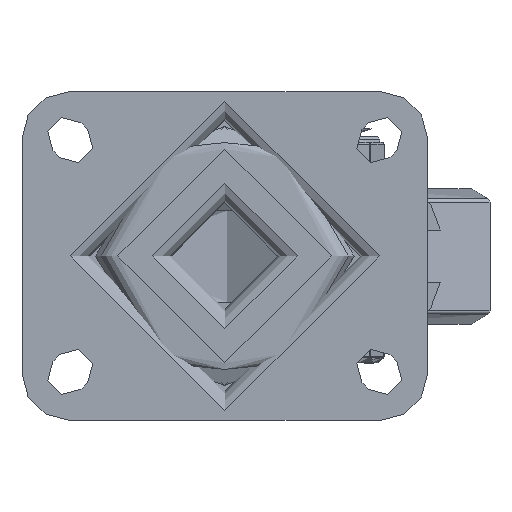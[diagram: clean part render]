
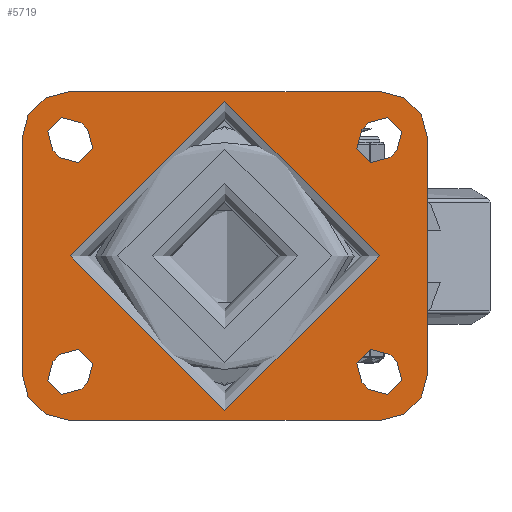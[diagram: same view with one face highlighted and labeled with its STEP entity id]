
A CAD part, top view. The second image highlights one B-rep face of the part: STEP entity #5719.
In plain terms, the highlighted planar face has unit normal (0, 0, 1).
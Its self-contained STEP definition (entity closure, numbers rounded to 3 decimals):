
#473=FACE_BOUND('',#1947,.T.);
#474=FACE_BOUND('',#1948,.T.);
#475=FACE_BOUND('',#1949,.T.);
#476=FACE_BOUND('',#1950,.T.);
#477=FACE_BOUND('',#1951,.T.);
#522=PLANE('',#6254);
#681=LINE('',#8731,#1064);
#682=LINE('',#8732,#1065);
#683=LINE('',#8733,#1066);
#684=LINE('',#8734,#1067);
#685=LINE('',#8735,#1068);
#686=LINE('',#8736,#1069);
#687=LINE('',#8737,#1070);
#688=LINE('',#8738,#1071);
#689=LINE('',#8739,#1072);
#690=LINE('',#8740,#1073);
#691=LINE('',#8741,#1074);
#692=LINE('',#8742,#1075);
#1064=VECTOR('',#7036,1000.);
#1065=VECTOR('',#7037,1000.);
#1066=VECTOR('',#7038,1000.);
#1067=VECTOR('',#7039,1000.);
#1068=VECTOR('',#7040,1000.);
#1069=VECTOR('',#7041,1000.);
#1070=VECTOR('',#7042,1000.);
#1071=VECTOR('',#7043,1000.);
#1072=VECTOR('',#7044,1000.);
#1073=VECTOR('',#7045,1000.);
#1074=VECTOR('',#7046,1000.);
#1075=VECTOR('',#7047,1000.);
#1585=FACE_OUTER_BOUND('',#1946,.T.);
#1946=EDGE_LOOP('',(#4088,#4089,#4090,#4091,#4092,#4093,#4094,#4095));
#1947=EDGE_LOOP('',(#4096));
#1948=EDGE_LOOP('',(#4097,#4098,#4099,#4100));
#1949=EDGE_LOOP('',(#4101,#4102,#4103,#4104));
#1950=EDGE_LOOP('',(#4105,#4106,#4107,#4108));
#1951=EDGE_LOOP('',(#4109,#4110,#4111,#4112));
#2323=CIRCLE('',#6178,5.125);
#2324=CIRCLE('',#6180,5.125);
#2327=CIRCLE('',#6184,5.125);
#2328=CIRCLE('',#6186,5.125);
#2330=CIRCLE('',#6189,5.125);
#2333=CIRCLE('',#6193,5.125);
#2334=CIRCLE('',#6195,5.125);
#2337=CIRCLE('',#6199,5.125);
#2338=CIRCLE('',#6201,12.);
#2340=CIRCLE('',#6204,12.);
#2342=CIRCLE('',#6207,12.);
#2344=CIRCLE('',#6210,12.);
#2347=CIRCLE('',#6215,40.);
#2604=VERTEX_POINT('',#8560);
#2605=VERTEX_POINT('',#8562);
#2606=VERTEX_POINT('',#8566);
#2607=VERTEX_POINT('',#8567);
#2612=VERTEX_POINT('',#8578);
#2613=VERTEX_POINT('',#8580);
#2614=VERTEX_POINT('',#8584);
#2615=VERTEX_POINT('',#8585);
#2618=VERTEX_POINT('',#8593);
#2619=VERTEX_POINT('',#8594);
#2624=VERTEX_POINT('',#8605);
#2625=VERTEX_POINT('',#8607);
#2626=VERTEX_POINT('',#8611);
#2627=VERTEX_POINT('',#8612);
#2632=VERTEX_POINT('',#8623);
#2633=VERTEX_POINT('',#8625);
#2634=VERTEX_POINT('',#8629);
#2635=VERTEX_POINT('',#8630);
#2638=VERTEX_POINT('',#8638);
#2639=VERTEX_POINT('',#8639);
#2642=VERTEX_POINT('',#8647);
#2643=VERTEX_POINT('',#8648);
#2646=VERTEX_POINT('',#8656);
#2647=VERTEX_POINT('',#8657);
#2651=VERTEX_POINT('',#8669);
#3135=EDGE_CURVE('',#2605,#2604,#2323,.T.);
#3137=EDGE_CURVE('',#2606,#2607,#2324,.T.);
#3143=EDGE_CURVE('',#2613,#2612,#2327,.T.);
#3145=EDGE_CURVE('',#2614,#2615,#2328,.T.);
#3149=EDGE_CURVE('',#2618,#2619,#2330,.T.);
#3155=EDGE_CURVE('',#2625,#2624,#2333,.T.);
#3157=EDGE_CURVE('',#2626,#2627,#2334,.T.);
#3163=EDGE_CURVE('',#2633,#2632,#2337,.T.);
#3165=EDGE_CURVE('',#2634,#2635,#2338,.T.);
#3169=EDGE_CURVE('',#2638,#2639,#2340,.T.);
#3173=EDGE_CURVE('',#2642,#2643,#2342,.T.);
#3177=EDGE_CURVE('',#2646,#2647,#2344,.T.);
#3183=EDGE_CURVE('',#2651,#2651,#2347,.T.);
#3212=EDGE_CURVE('',#2643,#2646,#681,.T.);
#3213=EDGE_CURVE('',#2639,#2642,#682,.T.);
#3214=EDGE_CURVE('',#2635,#2638,#683,.T.);
#3215=EDGE_CURVE('',#2647,#2634,#684,.T.);
#3216=EDGE_CURVE('',#2627,#2633,#685,.T.);
#3217=EDGE_CURVE('',#2632,#2626,#686,.T.);
#3218=EDGE_CURVE('',#2619,#2625,#687,.T.);
#3219=EDGE_CURVE('',#2624,#2618,#688,.T.);
#3220=EDGE_CURVE('',#2612,#2614,#689,.T.);
#3221=EDGE_CURVE('',#2615,#2613,#690,.T.);
#3222=EDGE_CURVE('',#2604,#2606,#691,.T.);
#3223=EDGE_CURVE('',#2607,#2605,#692,.T.);
#4088=ORIENTED_EDGE('',*,*,#3177,.F.);
#4089=ORIENTED_EDGE('',*,*,#3212,.F.);
#4090=ORIENTED_EDGE('',*,*,#3173,.F.);
#4091=ORIENTED_EDGE('',*,*,#3213,.F.);
#4092=ORIENTED_EDGE('',*,*,#3169,.F.);
#4093=ORIENTED_EDGE('',*,*,#3214,.F.);
#4094=ORIENTED_EDGE('',*,*,#3165,.F.);
#4095=ORIENTED_EDGE('',*,*,#3215,.F.);
#4096=ORIENTED_EDGE('',*,*,#3183,.F.);
#4097=ORIENTED_EDGE('',*,*,#3216,.T.);
#4098=ORIENTED_EDGE('',*,*,#3163,.T.);
#4099=ORIENTED_EDGE('',*,*,#3217,.T.);
#4100=ORIENTED_EDGE('',*,*,#3157,.T.);
#4101=ORIENTED_EDGE('',*,*,#3218,.T.);
#4102=ORIENTED_EDGE('',*,*,#3155,.T.);
#4103=ORIENTED_EDGE('',*,*,#3219,.T.);
#4104=ORIENTED_EDGE('',*,*,#3149,.T.);
#4105=ORIENTED_EDGE('',*,*,#3220,.T.);
#4106=ORIENTED_EDGE('',*,*,#3145,.T.);
#4107=ORIENTED_EDGE('',*,*,#3221,.T.);
#4108=ORIENTED_EDGE('',*,*,#3143,.T.);
#4109=ORIENTED_EDGE('',*,*,#3222,.T.);
#4110=ORIENTED_EDGE('',*,*,#3137,.T.);
#4111=ORIENTED_EDGE('',*,*,#3223,.T.);
#4112=ORIENTED_EDGE('',*,*,#3135,.T.);
#5719=ADVANCED_FACE('',(#1585,#473,#474,#475,#476,#477),#522,.T.);
#6178=AXIS2_PLACEMENT_3D('',#8563,#6854,#6855);
#6180=AXIS2_PLACEMENT_3D('',#8568,#6859,#6860);
#6184=AXIS2_PLACEMENT_3D('',#8581,#6870,#6871);
#6186=AXIS2_PLACEMENT_3D('',#8586,#6875,#6876);
#6189=AXIS2_PLACEMENT_3D('',#8595,#6883,#6884);
#6193=AXIS2_PLACEMENT_3D('',#8608,#6894,#6895);
#6195=AXIS2_PLACEMENT_3D('',#8613,#6899,#6900);
#6199=AXIS2_PLACEMENT_3D('',#8626,#6910,#6911);
#6201=AXIS2_PLACEMENT_3D('',#8631,#6915,#6916);
#6204=AXIS2_PLACEMENT_3D('',#8640,#6923,#6924);
#6207=AXIS2_PLACEMENT_3D('',#8649,#6931,#6932);
#6210=AXIS2_PLACEMENT_3D('',#8658,#6939,#6940);
#6215=AXIS2_PLACEMENT_3D('',#8670,#6952,#6953);
#6254=AXIS2_PLACEMENT_3D('',#8730,#7034,#7035);
#6854=DIRECTION('center_axis',(0.,0.,-1.));
#6855=DIRECTION('ref_axis',(-1.,0.,0.));
#6859=DIRECTION('center_axis',(0.,0.,-1.));
#6860=DIRECTION('ref_axis',(-1.,0.,0.));
#6870=DIRECTION('center_axis',(0.,0.,-1.));
#6871=DIRECTION('ref_axis',(-1.,0.,0.));
#6875=DIRECTION('center_axis',(0.,0.,-1.));
#6876=DIRECTION('ref_axis',(-1.,0.,0.));
#6883=DIRECTION('center_axis',(0.,0.,-1.));
#6884=DIRECTION('ref_axis',(1.,0.,0.));
#6894=DIRECTION('center_axis',(0.,0.,-1.));
#6895=DIRECTION('ref_axis',(1.,0.,0.));
#6899=DIRECTION('center_axis',(0.,0.,-1.));
#6900=DIRECTION('ref_axis',(1.,0.,0.));
#6910=DIRECTION('center_axis',(0.,0.,-1.));
#6911=DIRECTION('ref_axis',(1.,0.,0.));
#6915=DIRECTION('center_axis',(0.,0.,-1.));
#6916=DIRECTION('ref_axis',(-0.707,0.707,0.));
#6923=DIRECTION('center_axis',(0.,0.,-1.));
#6924=DIRECTION('ref_axis',(0.707,0.707,0.));
#6931=DIRECTION('center_axis',(0.,0.,-1.));
#6932=DIRECTION('ref_axis',(0.707,-0.707,0.));
#6939=DIRECTION('center_axis',(0.,0.,-1.));
#6940=DIRECTION('ref_axis',(-0.707,-0.707,0.));
#6952=DIRECTION('center_axis',(0.,0.,1.));
#6953=DIRECTION('ref_axis',(1.,0.,0.));
#7034=DIRECTION('center_axis',(0.,0.,1.));
#7035=DIRECTION('ref_axis',(1.,0.,0.));
#7036=DIRECTION('',(-1.,0.,0.));
#7037=DIRECTION('',(0.,-1.,0.));
#7038=DIRECTION('',(1.,0.,0.));
#7039=DIRECTION('',(0.,1.,0.));
#7040=DIRECTION('',(-0.707,0.707,0.));
#7041=DIRECTION('',(0.707,-0.707,0.));
#7042=DIRECTION('',(-0.707,-0.707,0.));
#7043=DIRECTION('',(0.707,0.707,0.));
#7044=DIRECTION('',(-0.707,-0.707,0.));
#7045=DIRECTION('',(0.707,0.707,0.));
#7046=DIRECTION('',(-0.707,0.707,0.));
#7047=DIRECTION('',(0.707,-0.707,0.));
#8560=CARTESIAN_POINT('',(37.26,-34.508,0.));
#8562=CARTESIAN_POINT('',(44.508,-27.26,0.));
#8563=CARTESIAN_POINT('Origin',(40.884,-30.884,0.));
#8566=CARTESIAN_POINT('',(35.492,-32.74,0.));
#8567=CARTESIAN_POINT('',(42.74,-25.492,0.));
#8568=CARTESIAN_POINT('Origin',(39.116,-29.116,0.));
#8578=CARTESIAN_POINT('',(44.508,27.26,0.));
#8580=CARTESIAN_POINT('',(37.26,34.508,0.));
#8581=CARTESIAN_POINT('Origin',(40.884,30.884,0.));
#8584=CARTESIAN_POINT('',(42.74,25.492,0.));
#8585=CARTESIAN_POINT('',(35.492,32.74,0.));
#8586=CARTESIAN_POINT('Origin',(39.116,29.116,0.));
#8593=CARTESIAN_POINT('',(-42.74,-25.492,0.));
#8594=CARTESIAN_POINT('',(-35.492,-32.74,0.));
#8595=CARTESIAN_POINT('Origin',(-39.116,-29.116,0.));
#8605=CARTESIAN_POINT('',(-44.508,-27.26,0.));
#8607=CARTESIAN_POINT('',(-37.26,-34.508,0.));
#8608=CARTESIAN_POINT('Origin',(-40.884,-30.884,0.));
#8611=CARTESIAN_POINT('',(-35.492,32.74,0.));
#8612=CARTESIAN_POINT('',(-42.74,25.492,0.));
#8613=CARTESIAN_POINT('Origin',(-39.116,29.116,0.));
#8623=CARTESIAN_POINT('',(-37.26,34.508,0.));
#8625=CARTESIAN_POINT('',(-44.508,27.26,0.));
#8626=CARTESIAN_POINT('Origin',(-40.884,30.884,0.));
#8629=CARTESIAN_POINT('',(-52.5,30.5,0.));
#8630=CARTESIAN_POINT('',(-40.5,42.5,0.));
#8631=CARTESIAN_POINT('Origin',(-40.5,30.5,0.));
#8638=CARTESIAN_POINT('',(40.5,42.5,0.));
#8639=CARTESIAN_POINT('',(52.5,30.5,0.));
#8640=CARTESIAN_POINT('Origin',(40.5,30.5,0.));
#8647=CARTESIAN_POINT('',(52.5,-30.5,0.));
#8648=CARTESIAN_POINT('',(40.5,-42.5,0.));
#8649=CARTESIAN_POINT('Origin',(40.5,-30.5,0.));
#8656=CARTESIAN_POINT('',(-40.5,-42.5,0.));
#8657=CARTESIAN_POINT('',(-52.5,-30.5,0.));
#8658=CARTESIAN_POINT('Origin',(-40.5,-30.5,0.));
#8669=CARTESIAN_POINT('',(40.,0.,0.));
#8670=CARTESIAN_POINT('Origin',(0.,0.,0.));
#8730=CARTESIAN_POINT('Origin',(0.,0.,0.));
#8731=CARTESIAN_POINT('',(52.5,-42.5,0.));
#8732=CARTESIAN_POINT('',(52.5,42.5,0.));
#8733=CARTESIAN_POINT('',(-52.5,42.5,0.));
#8734=CARTESIAN_POINT('',(-52.5,-42.5,0.));
#8735=CARTESIAN_POINT('',(-44.508,27.26,0.));
#8736=CARTESIAN_POINT('',(-37.26,34.508,0.));
#8737=CARTESIAN_POINT('',(-37.26,-34.508,0.));
#8738=CARTESIAN_POINT('',(-44.508,-27.26,0.));
#8739=CARTESIAN_POINT('',(44.508,27.26,0.));
#8740=CARTESIAN_POINT('',(37.26,34.508,0.));
#8741=CARTESIAN_POINT('',(37.26,-34.508,0.));
#8742=CARTESIAN_POINT('',(44.508,-27.26,0.));
